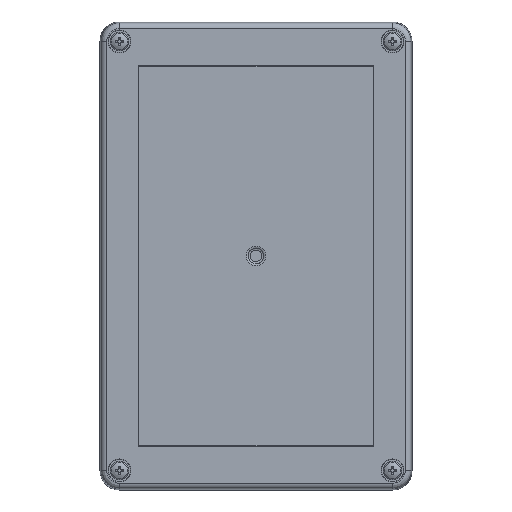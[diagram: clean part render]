
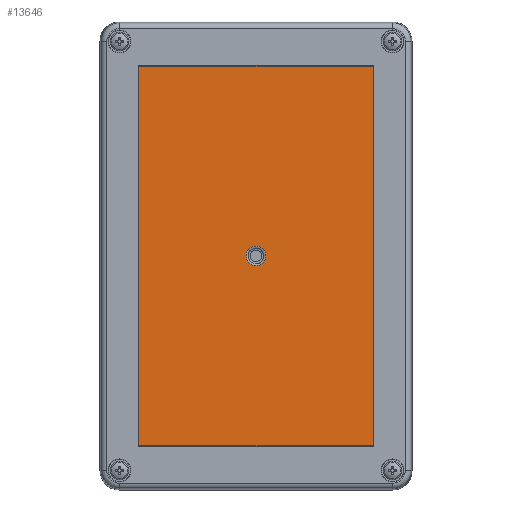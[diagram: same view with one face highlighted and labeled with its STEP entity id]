
A CAD part, top view. The second image highlights one B-rep face of the part: STEP entity #13646.
In plain terms, the highlighted planar face has unit normal (0, 0, 1).
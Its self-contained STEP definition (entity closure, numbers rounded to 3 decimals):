
#524=FACE_BOUND('',#4868,.T.);
#1522=LINE('',#23796,#2511);
#1523=LINE('',#23798,#2512);
#1524=LINE('',#23800,#2513);
#1525=LINE('',#23801,#2514);
#2511=VECTOR('',#17038,1000.);
#2512=VECTOR('',#17039,1000.);
#2513=VECTOR('',#17040,1000.);
#2514=VECTOR('',#17041,1000.);
#3350=PLANE('',#14773);
#3970=FACE_OUTER_BOUND('',#4867,.T.);
#4867=EDGE_LOOP('',(#10809,#10810,#10811,#10812));
#4868=EDGE_LOOP('',(#10813));
#5619=CIRCLE('',#14771,3.164);
#6505=VERTEX_POINT('',#23790);
#6506=VERTEX_POINT('',#23794);
#6507=VERTEX_POINT('',#23795);
#6508=VERTEX_POINT('',#23797);
#6509=VERTEX_POINT('',#23799);
#8020=EDGE_CURVE('',#6505,#6505,#5619,.T.);
#8022=EDGE_CURVE('',#6506,#6507,#1522,.T.);
#8023=EDGE_CURVE('',#6508,#6506,#1523,.T.);
#8024=EDGE_CURVE('',#6509,#6508,#1524,.T.);
#8025=EDGE_CURVE('',#6507,#6509,#1525,.T.);
#10809=ORIENTED_EDGE('',*,*,#8022,.F.);
#10810=ORIENTED_EDGE('',*,*,#8023,.F.);
#10811=ORIENTED_EDGE('',*,*,#8024,.F.);
#10812=ORIENTED_EDGE('',*,*,#8025,.F.);
#10813=ORIENTED_EDGE('',*,*,#8020,.F.);
#13646=ADVANCED_FACE('',(#3970,#524),#3350,.T.);
#14771=AXIS2_PLACEMENT_3D('',#23791,#17032,#17033);
#14773=AXIS2_PLACEMENT_3D('',#23793,#17036,#17037);
#17032=DIRECTION('center_axis',(0.,0.,1.));
#17033=DIRECTION('ref_axis',(-1.,0.,0.));
#17036=DIRECTION('center_axis',(0.,0.,1.));
#17037=DIRECTION('ref_axis',(1.,0.,0.));
#17038=DIRECTION('',(0.,1.,0.));
#17039=DIRECTION('',(-1.,0.,0.));
#17040=DIRECTION('',(0.,-1.,0.));
#17041=DIRECTION('',(1.,0.,0.));
#23790=CARTESIAN_POINT('',(3.164,0.,43.9));
#23791=CARTESIAN_POINT('Origin',(0.,0.,43.9));
#23793=CARTESIAN_POINT('Origin',(0.,0.,
43.9));
#23794=CARTESIAN_POINT('',(-37.666,-60.866,43.9));
#23795=CARTESIAN_POINT('',(-37.666,60.866,43.9));
#23796=CARTESIAN_POINT('',(-37.666,60.866,43.9));
#23797=CARTESIAN_POINT('',(37.666,-60.866,43.9));
#23798=CARTESIAN_POINT('',(-37.666,-60.866,43.9));
#23799=CARTESIAN_POINT('',(37.666,60.866,43.9));
#23800=CARTESIAN_POINT('',(37.666,60.866,43.9));
#23801=CARTESIAN_POINT('',(-37.666,60.866,43.9));
